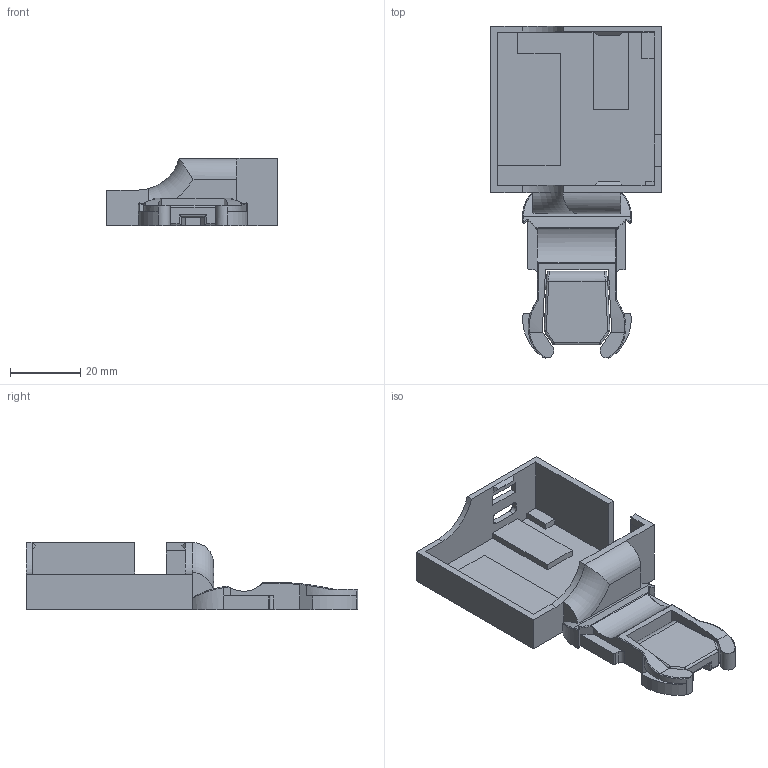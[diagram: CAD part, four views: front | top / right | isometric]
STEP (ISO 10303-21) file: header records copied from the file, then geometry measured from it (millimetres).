
FILE_DESCRIPTION(/* description */ (''),/* implementation_level */ '2;1');
FILE_NAME(/* name */ 'AceStacksGoProCase.step',/* time_stamp */ '2023-11-06T19:58:28-05:00',/* author */ (''),/* organization */ (''),/* preprocessor_version */ 'ST-DEVELOPER v20',/* originating_system */ 'Autodesk Translation Framework v12.14.0.127',/* authorisation */ '');
FILE_SCHEMA (('AUTOMOTIVE_DESIGN { 1 0 10303 214 3 1 1 }'));
Length unit declared in the file: millimetre
Products named in the file (1): AceStacksGoProCase
Bounding box: 48.58 x 94.59 x 19.1 mm (x, y, z)
Volume: 16442 mm3; surface area: 14513.4 mm2
Topology: 2 solids, 2 shells, 195 faces, 525 edges, 330 vertices
Faces by surface type: plane 108, cylinder 51, bspline 22, sphere 8, torus 6
Full cylindrical faces by diameter (mm): 3.6 x1, 4.6 x1
Entity records: 7075 total; most frequent: CARTESIAN_POINT 2188, ORIENTED_EDGE 1046, DIRECTION 979, EDGE_CURVE 523, LINE 331, VECTOR 331, VERTEX_POINT 330, AXIS2_PLACEMENT_3D 324
